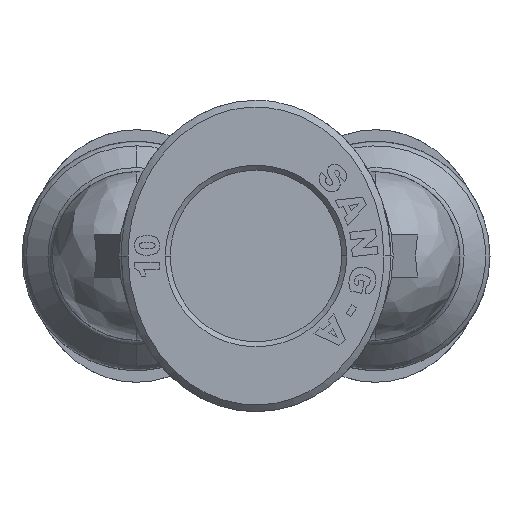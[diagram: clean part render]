
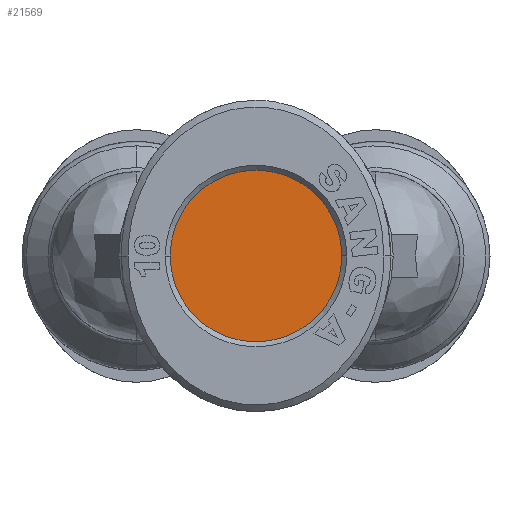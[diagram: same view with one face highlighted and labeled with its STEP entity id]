
A CAD part, front view. The second image highlights one B-rep face of the part: STEP entity #21569.
In plain terms, the highlighted face is planar.
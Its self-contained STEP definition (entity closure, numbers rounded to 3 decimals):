
#1379 = AXIS2_PLACEMENT_3D ( 'NONE', #15885, #39095, #42298 ) ;
#2741 = DIRECTION ( 'NONE',  ( -1., 0., 0. ) ) ;
#4229 = EDGE_CURVE ( 'NONE', #13159, #8869, #7957, .T. ) ;
#6396 = DIRECTION ( 'NONE',  ( 0., 1., 0. ) ) ;
#6435 = PLANE ( 'NONE',  #1379 ) ;
#6606 = ORIENTED_EDGE ( 'NONE', *, *, #4229, .T. ) ;
#7336 = FACE_OUTER_BOUND ( 'NONE', #39278, .T. ) ;
#7957 = CIRCLE ( 'NONE', #17592, 5.1 ) ;
#8805 = ORIENTED_EDGE ( 'NONE', *, *, #19803, .T. ) ;
#8869 = VERTEX_POINT ( 'NONE', #14880 ) ;
#9266 = DIRECTION ( 'NONE',  ( 0., 1., 0. ) ) ;
#12904 = DIRECTION ( 'NONE',  ( -1., 0., 0. ) ) ;
#13159 = VERTEX_POINT ( 'NONE', #23105 ) ;
#14880 = CARTESIAN_POINT ( 'NONE',  ( -7.672, -5.1, 7.1 ) ) ;
#15885 = CARTESIAN_POINT ( 'NONE',  ( -7.672, 0., 7.1 ) ) ;
#17592 = AXIS2_PLACEMENT_3D ( 'NONE', #42831, #12904, #6396 ) ;
#19452 = CARTESIAN_POINT ( 'NONE',  ( -7.672, 0., 7.1 ) ) ;
#19803 = EDGE_CURVE ( 'NONE', #8869, #13159, #33419, .T. ) ;
#21569 = ADVANCED_FACE ( 'NONE', ( #7336 ), #6435, .F. ) ;
#23105 = CARTESIAN_POINT ( 'NONE',  ( -7.672, 5.1, 7.1 ) ) ;
#29668 = AXIS2_PLACEMENT_3D ( 'NONE', #19452, #2741, #9266 ) ;
#33419 = CIRCLE ( 'NONE', #29668, 5.1 ) ;
#39095 = DIRECTION ( 'NONE',  ( 1., 0., 0. ) ) ;
#39278 = EDGE_LOOP ( 'NONE', ( #6606, #8805 ) ) ;
#42298 = DIRECTION ( 'NONE',  ( 0., 0., -1. ) ) ;
#42831 = CARTESIAN_POINT ( 'NONE',  ( -7.672, 0., 7.1 ) ) ;
